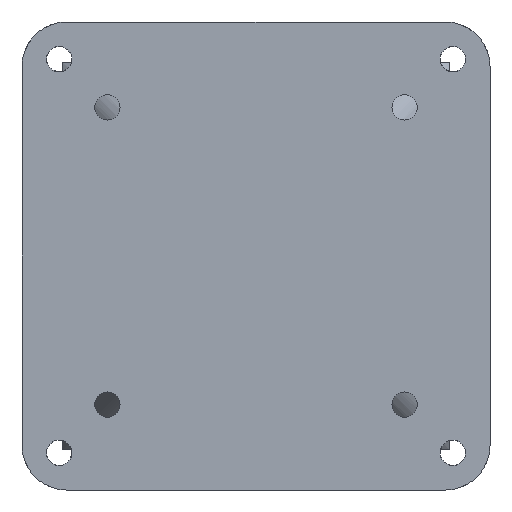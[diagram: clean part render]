
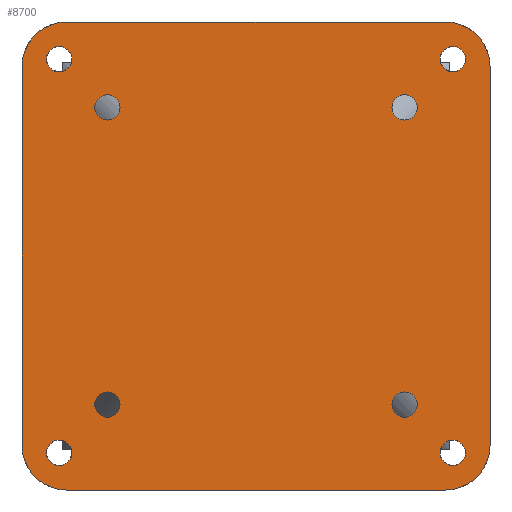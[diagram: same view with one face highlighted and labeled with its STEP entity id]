
A CAD part, front view. The second image highlights one B-rep face of the part: STEP entity #8700.
In plain terms, the highlighted planar face has unit normal (0, -1, 0).
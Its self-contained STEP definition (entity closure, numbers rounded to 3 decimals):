
#59=FACE_BOUND('',#2036,.T.);
#60=FACE_BOUND('',#2037,.T.);
#61=FACE_BOUND('',#2038,.T.);
#62=FACE_BOUND('',#2039,.T.);
#63=FACE_BOUND('',#2040,.T.);
#64=FACE_BOUND('',#2041,.T.);
#65=FACE_BOUND('',#2042,.T.);
#66=FACE_BOUND('',#2043,.T.);
#1132=PLANE('',#8923);
#1569=FACE_OUTER_BOUND('',#2035,.T.);
#2035=EDGE_LOOP('',(#8025,#8026,#8027,#8028,#8029,#8030,#8031,#8032));
#2036=EDGE_LOOP('',(#8033));
#2037=EDGE_LOOP('',(#8034));
#2038=EDGE_LOOP('',(#8035));
#2039=EDGE_LOOP('',(#8036));
#2040=EDGE_LOOP('',(#8037));
#2041=EDGE_LOOP('',(#8038));
#2042=EDGE_LOOP('',(#8039));
#2043=EDGE_LOOP('',(#8040));
#2672=LINE('',#16929,#3297);
#2673=LINE('',#16931,#3298);
#2674=LINE('',#16933,#3299);
#2675=LINE('',#16936,#3300);
#3297=VECTOR('',#9908,10.);
#3298=VECTOR('',#9911,10.);
#3299=VECTOR('',#9912,10.);
#3300=VECTOR('',#9915,10.);
#3344=CIRCLE('',#8913,6.);
#3345=CIRCLE('',#8919,6.);
#3346=CIRCLE('',#8921,6.);
#3347=CIRCLE('',#8924,6.);
#3348=CIRCLE('',#8925,1.7);
#3349=CIRCLE('',#8926,1.7);
#3350=CIRCLE('',#8927,1.7);
#3351=CIRCLE('',#8928,1.7);
#3352=CIRCLE('',#8929,1.7);
#3353=CIRCLE('',#8930,1.7);
#3354=CIRCLE('',#8931,1.7);
#3355=CIRCLE('',#8932,1.7);
#4205=VERTEX_POINT('',#16846);
#4206=VERTEX_POINT('',#16848);
#4212=VERTEX_POINT('',#16917);
#4213=VERTEX_POINT('',#16919);
#4214=VERTEX_POINT('',#16923);
#4215=VERTEX_POINT('',#16925);
#4216=VERTEX_POINT('',#16932);
#4217=VERTEX_POINT('',#16934);
#4218=VERTEX_POINT('',#16937);
#4219=VERTEX_POINT('',#16939);
#4220=VERTEX_POINT('',#16941);
#4221=VERTEX_POINT('',#16943);
#4222=VERTEX_POINT('',#16945);
#4223=VERTEX_POINT('',#16947);
#4224=VERTEX_POINT('',#16949);
#4225=VERTEX_POINT('',#16951);
#5510=EDGE_CURVE('',#4205,#4206,#3344,.T.);
#5522=EDGE_CURVE('',#4212,#4213,#3345,.T.);
#5525=EDGE_CURVE('',#4214,#4215,#3346,.T.);
#5527=EDGE_CURVE('',#4212,#4215,#2672,.T.);
#5528=EDGE_CURVE('',#4214,#4206,#2673,.T.);
#5529=EDGE_CURVE('',#4205,#4216,#2674,.T.);
#5530=EDGE_CURVE('',#4217,#4216,#3347,.T.);
#5531=EDGE_CURVE('',#4217,#4213,#2675,.T.);
#5532=EDGE_CURVE('',#4218,#4218,#3348,.T.);
#5533=EDGE_CURVE('',#4219,#4219,#3349,.T.);
#5534=EDGE_CURVE('',#4220,#4220,#3350,.T.);
#5535=EDGE_CURVE('',#4221,#4221,#3351,.T.);
#5536=EDGE_CURVE('',#4222,#4222,#3352,.T.);
#5537=EDGE_CURVE('',#4223,#4223,#3353,.T.);
#5538=EDGE_CURVE('',#4224,#4224,#3354,.T.);
#5539=EDGE_CURVE('',#4225,#4225,#3355,.T.);
#8025=ORIENTED_EDGE('',*,*,#5525,.F.);
#8026=ORIENTED_EDGE('',*,*,#5528,.T.);
#8027=ORIENTED_EDGE('',*,*,#5510,.F.);
#8028=ORIENTED_EDGE('',*,*,#5529,.T.);
#8029=ORIENTED_EDGE('',*,*,#5530,.F.);
#8030=ORIENTED_EDGE('',*,*,#5531,.T.);
#8031=ORIENTED_EDGE('',*,*,#5522,.F.);
#8032=ORIENTED_EDGE('',*,*,#5527,.T.);
#8033=ORIENTED_EDGE('',*,*,#5532,.F.);
#8034=ORIENTED_EDGE('',*,*,#5533,.F.);
#8035=ORIENTED_EDGE('',*,*,#5534,.F.);
#8036=ORIENTED_EDGE('',*,*,#5535,.F.);
#8037=ORIENTED_EDGE('',*,*,#5536,.F.);
#8038=ORIENTED_EDGE('',*,*,#5537,.F.);
#8039=ORIENTED_EDGE('',*,*,#5538,.F.);
#8040=ORIENTED_EDGE('',*,*,#5539,.F.);
#8700=ADVANCED_FACE('',(#1569,#59,#60,#61,#62,#63,#64,#65,#66),#1132,.F.);
#8913=AXIS2_PLACEMENT_3D('',#16849,#9879,#9880);
#8919=AXIS2_PLACEMENT_3D('',#16920,#9897,#9898);
#8921=AXIS2_PLACEMENT_3D('',#16926,#9903,#9904);
#8923=AXIS2_PLACEMENT_3D('',#16930,#9909,#9910);
#8924=AXIS2_PLACEMENT_3D('',#16935,#9913,#9914);
#8925=AXIS2_PLACEMENT_3D('',#16938,#9916,#9917);
#8926=AXIS2_PLACEMENT_3D('',#16940,#9918,#9919);
#8927=AXIS2_PLACEMENT_3D('',#16942,#9920,#9921);
#8928=AXIS2_PLACEMENT_3D('',#16944,#9922,#9923);
#8929=AXIS2_PLACEMENT_3D('',#16946,#9924,#9925);
#8930=AXIS2_PLACEMENT_3D('',#16948,#9926,#9927);
#8931=AXIS2_PLACEMENT_3D('',#16950,#9928,#9929);
#8932=AXIS2_PLACEMENT_3D('',#16952,#9930,#9931);
#9879=DIRECTION('center_axis',(0.,1.,0.));
#9880=DIRECTION('ref_axis',(-0.707,0.,-0.707));
#9897=DIRECTION('center_axis',(0.,1.,0.));
#9898=DIRECTION('ref_axis',(0.707,0.,0.707));
#9903=DIRECTION('center_axis',(0.,1.,0.));
#9904=DIRECTION('ref_axis',(-0.707,0.,0.707));
#9908=DIRECTION('',(-1.,0.,0.));
#9909=DIRECTION('center_axis',(0.,1.,0.));
#9910=DIRECTION('ref_axis',(1.,0.,0.));
#9911=DIRECTION('',(0.,0.,-1.));
#9912=DIRECTION('',(1.,0.,0.));
#9913=DIRECTION('center_axis',(0.,1.,0.));
#9914=DIRECTION('ref_axis',(0.707,0.,-0.707));
#9915=DIRECTION('',(0.,0.,1.));
#9916=DIRECTION('center_axis',(0.,-1.,0.));
#9917=DIRECTION('ref_axis',(1.,0.,0.));
#9918=DIRECTION('center_axis',(0.,-1.,0.));
#9919=DIRECTION('ref_axis',(1.,0.,0.));
#9920=DIRECTION('center_axis',(0.,-1.,0.));
#9921=DIRECTION('ref_axis',(1.,0.,0.));
#9922=DIRECTION('center_axis',(0.,-1.,0.));
#9923=DIRECTION('ref_axis',(1.,0.,0.));
#9924=DIRECTION('center_axis',(0.,-1.,0.));
#9925=DIRECTION('ref_axis',(1.,0.,0.));
#9926=DIRECTION('center_axis',(0.,-1.,0.));
#9927=DIRECTION('ref_axis',(1.,0.,0.));
#9928=DIRECTION('center_axis',(0.,-1.,0.));
#9929=DIRECTION('ref_axis',(1.,0.,0.));
#9930=DIRECTION('center_axis',(0.,-1.,0.));
#9931=DIRECTION('ref_axis',(1.,0.,0.));
#16846=CARTESIAN_POINT('',(-28.5,0.,-31.5));
#16848=CARTESIAN_POINT('',(-34.5,0.,-25.5));
#16849=CARTESIAN_POINT('Origin',(-28.5,0.,-25.5));
#16917=CARTESIAN_POINT('',(22.5,0.,31.5));
#16919=CARTESIAN_POINT('',(28.5,0.,25.5));
#16920=CARTESIAN_POINT('Origin',(22.5,0.,25.5));
#16923=CARTESIAN_POINT('',(-34.5,0.,25.5));
#16925=CARTESIAN_POINT('',(-28.5,0.,31.5));
#16926=CARTESIAN_POINT('Origin',(-28.5,0.,25.5));
#16929=CARTESIAN_POINT('',(28.5,0.,31.5));
#16930=CARTESIAN_POINT('Origin',(-3.,0.,0.));
#16931=CARTESIAN_POINT('',(-34.5,0.,31.5));
#16932=CARTESIAN_POINT('',(22.5,0.,-31.5));
#16933=CARTESIAN_POINT('',(-34.5,0.,-31.5));
#16934=CARTESIAN_POINT('',(28.5,0.,-25.5));
#16935=CARTESIAN_POINT('Origin',(22.5,0.,-25.5));
#16936=CARTESIAN_POINT('',(28.5,0.,-31.5));
#16937=CARTESIAN_POINT('',(-24.7,0.,-20.));
#16938=CARTESIAN_POINT('Origin',(-23.,0.,-20.));
#16939=CARTESIAN_POINT('',(21.8,0.,-26.5));
#16940=CARTESIAN_POINT('Origin',(23.5,0.,-26.5));
#16941=CARTESIAN_POINT('',(15.3,0.,20.));
#16942=CARTESIAN_POINT('Origin',(17.,0.,20.));
#16943=CARTESIAN_POINT('',(15.3,0.,-20.));
#16944=CARTESIAN_POINT('Origin',(17.,0.,-20.));
#16945=CARTESIAN_POINT('',(-31.2,0.,-26.5));
#16946=CARTESIAN_POINT('Origin',(-29.5,0.,-26.5));
#16947=CARTESIAN_POINT('',(21.8,0.,26.5));
#16948=CARTESIAN_POINT('Origin',(23.5,0.,26.5));
#16949=CARTESIAN_POINT('',(-24.7,0.,20.));
#16950=CARTESIAN_POINT('Origin',(-23.,0.,20.));
#16951=CARTESIAN_POINT('',(-31.2,0.,26.5));
#16952=CARTESIAN_POINT('Origin',(-29.5,0.,26.5));
